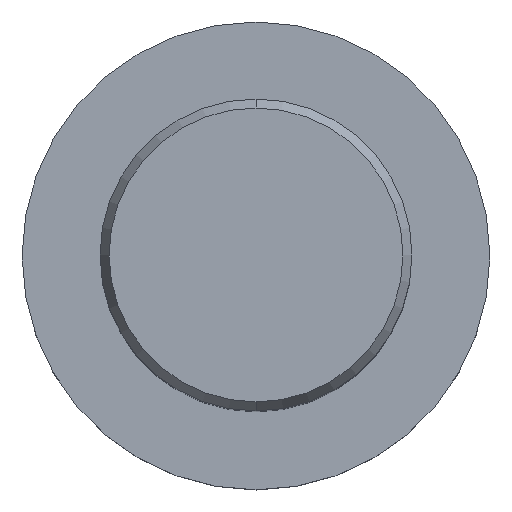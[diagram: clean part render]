
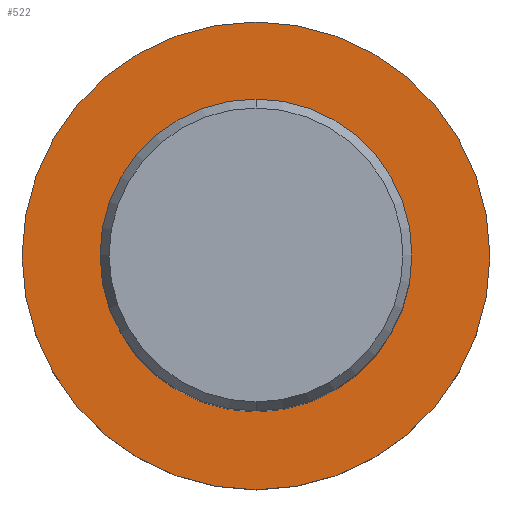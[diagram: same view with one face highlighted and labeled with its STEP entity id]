
A CAD part, top view. The second image highlights one B-rep face of the part: STEP entity #522.
In plain terms, the highlighted planar face has unit normal (0, 0, 1).
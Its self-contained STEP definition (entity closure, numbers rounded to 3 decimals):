
#240=VERTEX_POINT('',#614);
#252=VERTEX_POINT('',#626);
#280=VERTEX_POINT('',#656);
#306=EDGE_CURVE('',#444,#280,#683,.T.);
#338=EDGE_CURVE('',#280,#444,#716,.T.);
#360=EDGE_CURVE('',#240,#252,#739,.T.);
#392=EDGE_CURVE('',#252,#240,#774,.T.);
#444=VERTEX_POINT('',#833);
#522=ADVANCED_FACE('',(#918,#919),#920,.T.);
#614=CARTESIAN_POINT('',(0.,-30.0,-70.0));
#626=CARTESIAN_POINT('',(0.0,30.0,-70.0));
#656=CARTESIAN_POINT('',(0.0,20.0,-70.0));
#683=CIRCLE('',#1176,20.0);
#716=CIRCLE('',#1275,20.0);
#739=CIRCLE('',#1316,30.0);
#774=CIRCLE('',#1386,30.0);
#833=CARTESIAN_POINT('',(0.,-20.0,-70.0));
#918=FACE_BOUND('',#1657,.T.);
#919=FACE_OUTER_BOUND('',#1658,.T.);
#920=PLANE('',#1659);
#1176=AXIS2_PLACEMENT_3D('',#1864,#1865,#1866);
#1275=AXIS2_PLACEMENT_3D('',#1888,#1889,#1890);
#1316=AXIS2_PLACEMENT_3D('',#1910,#1911,#1912);
#1386=AXIS2_PLACEMENT_3D('',#1958,#1959,#1960);
#1657=EDGE_LOOP('',(#2149,#2150));
#1658=EDGE_LOOP('',(#2151,#2152));
#1659=AXIS2_PLACEMENT_3D('',#2153,#2154,#2155);
#1864=CARTESIAN_POINT('',(0.0,0.0,-70.0));
#1865=DIRECTION('',(-0.0,0.0,-1.0));
#1866=DIRECTION('',(0.0,1.0,0.0));
#1888=CARTESIAN_POINT('',(0.0,0.0,-70.0));
#1889=DIRECTION('',(-0.0,0.0,-1.0));
#1890=DIRECTION('',(0.0,1.0,0.0));
#1910=CARTESIAN_POINT('',(0.0,0.0,-70.0));
#1911=DIRECTION('',(0.0,0.0,-1.0));
#1912=DIRECTION('',(0.0,1.0,0.0));
#1958=CARTESIAN_POINT('',(0.0,0.0,-70.0));
#1959=DIRECTION('',(0.0,0.0,-1.0));
#1960=DIRECTION('',(0.0,1.0,0.0));
#2149=ORIENTED_EDGE('',*,*,#338,.T.);
#2150=ORIENTED_EDGE('',*,*,#306,.T.);
#2151=ORIENTED_EDGE('',*,*,#392,.F.);
#2152=ORIENTED_EDGE('',*,*,#360,.F.);
#2153=CARTESIAN_POINT('',(0.0,15.0,-70.0));
#2154=DIRECTION('',(-0.0,0.0,1.0));
#2155=DIRECTION('',(0.0,-1.0,0.0));
